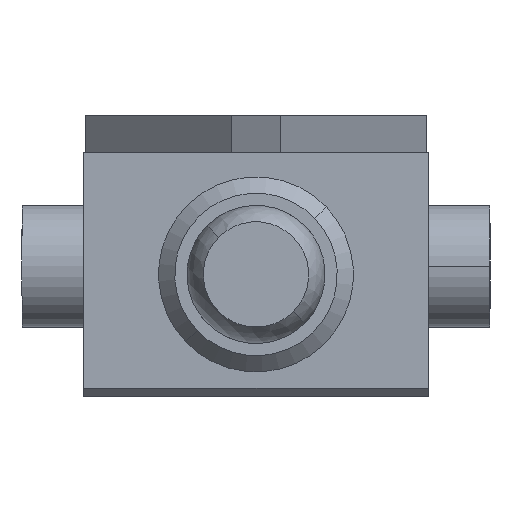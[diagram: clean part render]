
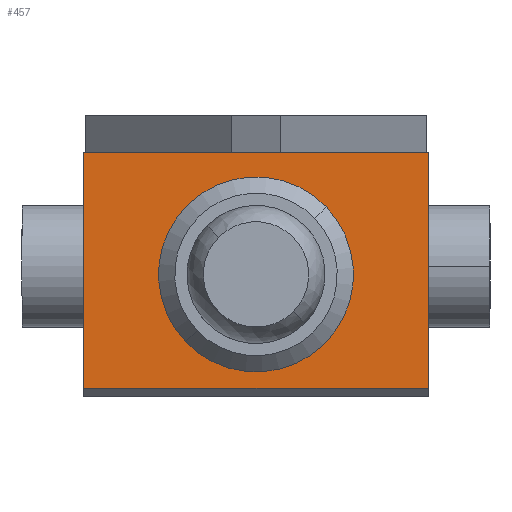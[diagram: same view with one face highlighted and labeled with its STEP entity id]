
A CAD part, left-side view. The second image highlights one B-rep face of the part: STEP entity #457.
In plain terms, the highlighted planar face has unit normal (-1, 0, 0).
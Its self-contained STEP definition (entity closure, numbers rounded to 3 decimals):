
#8 = CARTESIAN_POINT ( 'NONE',  ( -3., 0., -7.5 ) ) ;
#108 = ORIENTED_EDGE ( 'NONE', *, *, #2735, .F. ) ;
#120 = ORIENTED_EDGE ( 'NONE', *, *, #889, .F. ) ;
#136 = LINE ( 'NONE', #839, #1150 ) ;
#140 = EDGE_CURVE ( 'NONE', #2786, #536, #288, .T. ) ;
#170 = VERTEX_POINT ( 'NONE', #2348 ) ;
#182 = LINE ( 'NONE', #1099, #1672 ) ;
#251 = CARTESIAN_POINT ( 'NONE',  ( -3., 10.6, -0.5 ) ) ;
#262 = ORIENTED_EDGE ( 'NONE', *, *, #306, .F. ) ;
#288 = LINE ( 'NONE', #780, #888 ) ;
#306 = EDGE_CURVE ( 'NONE', #536, #1125, #912, .T. ) ;
#457 = ADVANCED_FACE ( 'NONE', ( #2045, #682 ), #731, .F. ) ;
#484 = CARTESIAN_POINT ( 'NONE',  ( -3., -4.328, -3.345 ) ) ;
#536 = VERTEX_POINT ( 'NONE', #251 ) ;
#572 = CIRCLE ( 'NONE', #1682, 6. ) ;
#621 = ORIENTED_EDGE ( 'NONE', *, *, #140, .F. ) ;
#645 = DIRECTION ( 'NONE',  ( 0., 0., -1. ) ) ;
#668 = AXIS2_PLACEMENT_3D ( 'NONE', #1600, #1401, #2261 ) ;
#682 = FACE_OUTER_BOUND ( 'NONE', #1224, .T. ) ;
#712 = EDGE_LOOP ( 'NONE', ( #1236, #938 ) ) ;
#719 = DIRECTION ( 'NONE',  ( 1., 0., 0. ) ) ;
#731 = PLANE ( 'NONE',  #2617 ) ;
#780 = CARTESIAN_POINT ( 'NONE',  ( -3., 10.6, 0.3 ) ) ;
#839 = CARTESIAN_POINT ( 'NONE',  ( -3., -10.6, -15. ) ) ;
#888 = VECTOR ( 'NONE', #2602, 1000. ) ;
#889 = EDGE_CURVE ( 'NONE', #1208, #2786, #182, .T. ) ;
#912 = LINE ( 'NONE', #1592, #2802 ) ;
#938 = ORIENTED_EDGE ( 'NONE', *, *, #2683, .T. ) ;
#1099 = CARTESIAN_POINT ( 'NONE',  ( -3., 0., -15. ) ) ;
#1125 = VERTEX_POINT ( 'NONE', #1219 ) ;
#1150 = VECTOR ( 'NONE', #645, 1000. ) ;
#1208 = VERTEX_POINT ( 'NONE', #2546 ) ;
#1219 = CARTESIAN_POINT ( 'NONE',  ( -3., -10.6, -0.5 ) ) ;
#1224 = EDGE_LOOP ( 'NONE', ( #621, #120, #108, #262 ) ) ;
#1236 = ORIENTED_EDGE ( 'NONE', *, *, #1996, .T. ) ;
#1274 = DIRECTION ( 'NONE',  ( 1., 0., 0. ) ) ;
#1401 = DIRECTION ( 'NONE',  ( 1., 0., 0. ) ) ;
#1554 = DIRECTION ( 'NONE',  ( 0., 1., 0. ) ) ;
#1592 = CARTESIAN_POINT ( 'NONE',  ( -3., 0., -0.5 ) ) ;
#1600 = CARTESIAN_POINT ( 'NONE',  ( -3., 0., -7.5 ) ) ;
#1672 = VECTOR ( 'NONE', #1554, 1000. ) ;
#1682 = AXIS2_PLACEMENT_3D ( 'NONE', #1980, #1274, #2879 ) ;
#1980 = CARTESIAN_POINT ( 'NONE',  ( -3., 0., -7.5 ) ) ;
#1996 = EDGE_CURVE ( 'NONE', #2422, #170, #2523, .T. ) ;
#2045 = FACE_BOUND ( 'NONE', #712, .T. ) ;
#2225 = CARTESIAN_POINT ( 'NONE',  ( -3., 10.6, -15. ) ) ;
#2261 = DIRECTION ( 'NONE',  ( 0., 0., -1. ) ) ;
#2348 = CARTESIAN_POINT ( 'NONE',  ( -3., 4.328, -11.655 ) ) ;
#2422 = VERTEX_POINT ( 'NONE', #484 ) ;
#2523 = CIRCLE ( 'NONE', #668, 6. ) ;
#2546 = CARTESIAN_POINT ( 'NONE',  ( -3., -10.6, -15. ) ) ;
#2549 = DIRECTION ( 'NONE',  ( 0., 1., 0. ) ) ;
#2602 = DIRECTION ( 'NONE',  ( 0., 0., 1. ) ) ;
#2617 = AXIS2_PLACEMENT_3D ( 'NONE', #8, #719, #2549 ) ;
#2683 = EDGE_CURVE ( 'NONE', #170, #2422, #572, .T. ) ;
#2735 = EDGE_CURVE ( 'NONE', #1125, #1208, #136, .T. ) ;
#2786 = VERTEX_POINT ( 'NONE', #2225 ) ;
#2802 = VECTOR ( 'NONE', #2917, 1000. ) ;
#2879 = DIRECTION ( 'NONE',  ( 0., 0., -1. ) ) ;
#2917 = DIRECTION ( 'NONE',  ( 0., -1., 0. ) ) ;
